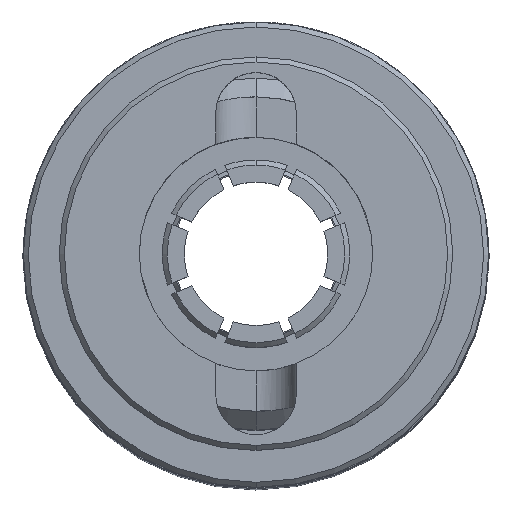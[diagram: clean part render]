
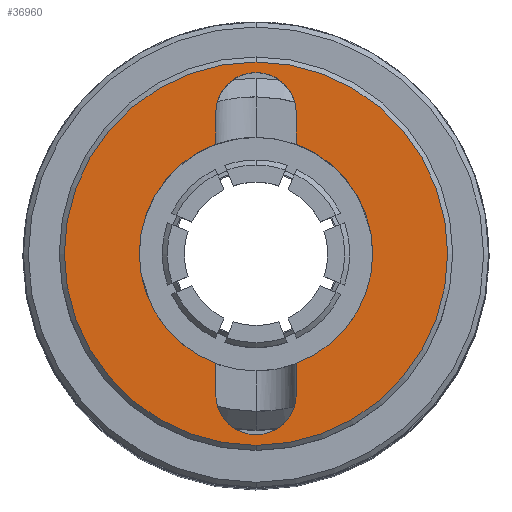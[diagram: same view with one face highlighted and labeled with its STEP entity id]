
A CAD part, top view. The second image highlights one B-rep face of the part: STEP entity #36960.
In plain terms, the highlighted planar face has unit normal (0, 0, 1).
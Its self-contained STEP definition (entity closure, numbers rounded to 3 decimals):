
#952 = AXIS2_PLACEMENT_3D ( 'NONE', #20507, #14083, #27155 ) ;
#1539 = DIRECTION ( 'NONE',  ( 0., 1., 0. ) ) ;
#1642 = EDGE_LOOP ( 'NONE', ( #20518, #10595, #6168, #17803, #31196, #24776, #19675, #27057 ) ) ;
#1967 = CARTESIAN_POINT ( 'NONE',  ( 0.8, -2.8, 30.32 ) ) ;
#2631 = EDGE_CURVE ( 'NONE', #25643, #32498, #11909, .T. ) ;
#3366 = CARTESIAN_POINT ( 'NONE',  ( -0.8, -2.8, 30.32 ) ) ;
#4350 = CARTESIAN_POINT ( 'NONE',  ( 0., 0., 30.32 ) ) ;
#4423 = VECTOR ( 'NONE', #42212, 1000. ) ;
#4591 = CARTESIAN_POINT ( 'NONE',  ( -0.8, 2.8, 30.32 ) ) ;
#5017 = VERTEX_POINT ( 'NONE', #31821 ) ;
#5659 = CARTESIAN_POINT ( 'NONE',  ( -0.8, -2.8, 30.32 ) ) ;
#6036 = EDGE_CURVE ( 'NONE', #28473, #38331, #10147, .T. ) ;
#6168 = ORIENTED_EDGE ( 'NONE', *, *, #30098, .F. ) ;
#6873 = CARTESIAN_POINT ( 'NONE',  ( 0., 0., 30.32 ) ) ;
#7097 = EDGE_CURVE ( 'NONE', #23156, #28689, #25464, .T. ) ;
#7836 = VERTEX_POINT ( 'NONE', #29262 ) ;
#8255 = CARTESIAN_POINT ( 'NONE',  ( 0., 2.32, 30.32 ) ) ;
#8272 = ORIENTED_EDGE ( 'NONE', *, *, #12329, .T. ) ;
#9397 = CARTESIAN_POINT ( 'NONE',  ( -0.8, -2.178, 30.32 ) ) ;
#10147 = LINE ( 'NONE', #32960, #23015 ) ;
#10595 = ORIENTED_EDGE ( 'NONE', *, *, #39306, .T. ) ;
#11439 = VERTEX_POINT ( 'NONE', #28260 ) ;
#11556 = LINE ( 'NONE', #1967, #32496 ) ;
#11816 = AXIS2_PLACEMENT_3D ( 'NONE', #8255, #21272, #35340 ) ;
#11909 = LINE ( 'NONE', #3366, #4423 ) ;
#12329 = EDGE_CURVE ( 'NONE', #37694, #11439, #36551, .T. ) ;
#12811 = CIRCLE ( 'NONE', #29895, 2.32 ) ;
#14083 = DIRECTION ( 'NONE',  ( 0., 0., 1. ) ) ;
#14749 = AXIS2_PLACEMENT_3D ( 'NONE', #41998, #22794, #41785 ) ;
#15225 = CIRCLE ( 'NONE', #952, 0.8 ) ;
#15393 = CIRCLE ( 'NONE', #24304, 0.8 ) ;
#16317 = AXIS2_PLACEMENT_3D ( 'NONE', #6873, #39725, #22897 ) ;
#17803 = ORIENTED_EDGE ( 'NONE', *, *, #22865, .F. ) ;
#18174 = CARTESIAN_POINT ( 'NONE',  ( -0.8, 2.178, 30.32 ) ) ;
#18619 = EDGE_CURVE ( 'NONE', #11439, #37694, #33379, .T. ) ;
#19024 = CARTESIAN_POINT ( 'NONE',  ( -0.8, 2.32, 30.32 ) ) ;
#19675 = ORIENTED_EDGE ( 'NONE', *, *, #2631, .F. ) ;
#20171 = CIRCLE ( 'NONE', #37888, 2.32 ) ;
#20507 = CARTESIAN_POINT ( 'NONE',  ( 0., -2.8, 30.32 ) ) ;
#20518 = ORIENTED_EDGE ( 'NONE', *, *, #6036, .F. ) ;
#21272 = DIRECTION ( 'NONE',  ( 0., 0., 1. ) ) ;
#22453 = DIRECTION ( 'NONE',  ( 0., -1., 0. ) ) ;
#22794 = DIRECTION ( 'NONE',  ( 0., 0., 1. ) ) ;
#22865 = EDGE_CURVE ( 'NONE', #28689, #5017, #15225, .T. ) ;
#22897 = DIRECTION ( 'NONE',  ( 0., -1., 0. ) ) ;
#23015 = VECTOR ( 'NONE', #23571, 1000. ) ;
#23156 = VERTEX_POINT ( 'NONE', #9397 ) ;
#23571 = DIRECTION ( 'NONE',  ( 0., 1., 0. ) ) ;
#24234 = DIRECTION ( 'NONE',  ( 0., 1., 0. ) ) ;
#24287 = FACE_OUTER_BOUND ( 'NONE', #25098, .T. ) ;
#24304 = AXIS2_PLACEMENT_3D ( 'NONE', #42215, #28591, #25826 ) ;
#24557 = VECTOR ( 'NONE', #22453, 1000. ) ;
#24776 = ORIENTED_EDGE ( 'NONE', *, *, #29376, .T. ) ;
#25098 = EDGE_LOOP ( 'NONE', ( #27232, #8272 ) ) ;
#25464 = LINE ( 'NONE', #19024, #24557 ) ;
#25643 = VERTEX_POINT ( 'NONE', #4591 ) ;
#25826 = DIRECTION ( 'NONE',  ( 1., 0., 0. ) ) ;
#27057 = ORIENTED_EDGE ( 'NONE', *, *, #39844, .F. ) ;
#27155 = DIRECTION ( 'NONE',  ( 1., 0., 0. ) ) ;
#27232 = ORIENTED_EDGE ( 'NONE', *, *, #18619, .T. ) ;
#28260 = CARTESIAN_POINT ( 'NONE',  ( 0., 3.81, 30.32 ) ) ;
#28473 = VERTEX_POINT ( 'NONE', #35007 ) ;
#28591 = DIRECTION ( 'NONE',  ( 0., 0., 1. ) ) ;
#28689 = VERTEX_POINT ( 'NONE', #5659 ) ;
#29262 = CARTESIAN_POINT ( 'NONE',  ( 0.8, -2.178, 30.32 ) ) ;
#29376 = EDGE_CURVE ( 'NONE', #23156, #32498, #12811, .T. ) ;
#29895 = AXIS2_PLACEMENT_3D ( 'NONE', #41136, #37698, #34924 ) ;
#30098 = EDGE_CURVE ( 'NONE', #5017, #7836, #11556, .T. ) ;
#31196 = ORIENTED_EDGE ( 'NONE', *, *, #7097, .F. ) ;
#31375 = CARTESIAN_POINT ( 'NONE',  ( 0., -3.81, 30.32 ) ) ;
#31821 = CARTESIAN_POINT ( 'NONE',  ( 0.8, -2.8, 30.32 ) ) ;
#32496 = VECTOR ( 'NONE', #1539, 1000. ) ;
#32498 = VERTEX_POINT ( 'NONE', #18174 ) ;
#32960 = CARTESIAN_POINT ( 'NONE',  ( 0.8, 2.32, 30.32 ) ) ;
#33192 = CARTESIAN_POINT ( 'NONE',  ( 0.8, 2.8, 30.32 ) ) ;
#33379 = CIRCLE ( 'NONE', #16317, 3.81 ) ;
#34231 = DIRECTION ( 'NONE',  ( 0., 0., -1. ) ) ;
#34924 = DIRECTION ( 'NONE',  ( 0., 1., 0. ) ) ;
#35007 = CARTESIAN_POINT ( 'NONE',  ( 0.8, 2.178, 30.32 ) ) ;
#35340 = DIRECTION ( 'NONE',  ( 0., -1., 0. ) ) ;
#36551 = CIRCLE ( 'NONE', #14749, 3.81 ) ;
#36960 = ADVANCED_FACE ( 'NONE', ( #24287, #37270 ), #40713, .T. ) ;
#37270 = FACE_BOUND ( 'NONE', #1642, .T. ) ;
#37694 = VERTEX_POINT ( 'NONE', #31375 ) ;
#37698 = DIRECTION ( 'NONE',  ( 0., 0., -1. ) ) ;
#37888 = AXIS2_PLACEMENT_3D ( 'NONE', #4350, #34231, #24234 ) ;
#38331 = VERTEX_POINT ( 'NONE', #33192 ) ;
#39306 = EDGE_CURVE ( 'NONE', #28473, #7836, #20171, .T. ) ;
#39725 = DIRECTION ( 'NONE',  ( 0., 0., 1. ) ) ;
#39844 = EDGE_CURVE ( 'NONE', #38331, #25643, #15393, .T. ) ;
#40713 = PLANE ( 'NONE',  #11816 ) ;
#41136 = CARTESIAN_POINT ( 'NONE',  ( 0., 0., 30.32 ) ) ;
#41785 = DIRECTION ( 'NONE',  ( 0., -1., 0. ) ) ;
#41998 = CARTESIAN_POINT ( 'NONE',  ( 0., 0., 30.32 ) ) ;
#42212 = DIRECTION ( 'NONE',  ( 0., -1., 0. ) ) ;
#42215 = CARTESIAN_POINT ( 'NONE',  ( 0., 2.8, 30.32 ) ) ;
